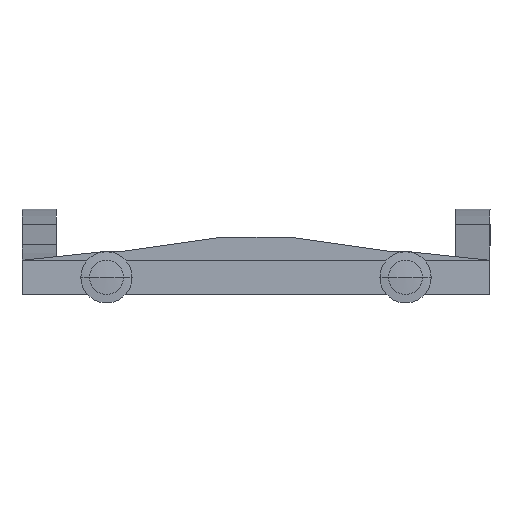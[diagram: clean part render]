
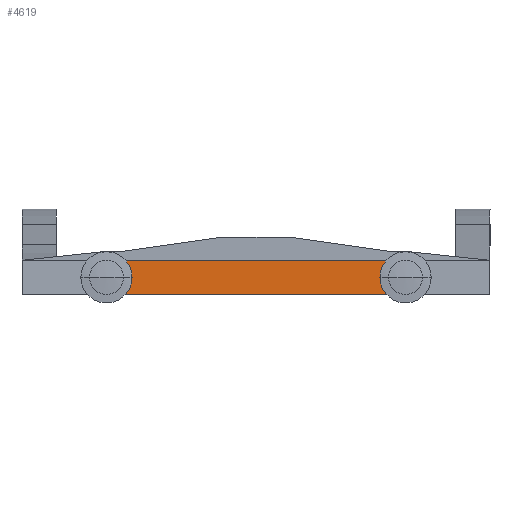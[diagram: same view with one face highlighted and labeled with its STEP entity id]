
A CAD part, left-side view. The second image highlights one B-rep face of the part: STEP entity #4619.
In plain terms, the highlighted planar face has unit normal (-1, 0, 0).
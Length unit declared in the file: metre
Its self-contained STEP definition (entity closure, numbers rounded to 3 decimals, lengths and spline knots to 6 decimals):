
#48 = DIRECTION ( 'NONE',  ( 0., 0., 1. ) ) ;
#236 = EDGE_CURVE ( 'NONE', #3237, #4393, #5468, .T. ) ;
#292 = AXIS2_PLACEMENT_3D ( 'NONE', #4050, #4591, #5952 ) ;
#412 = LINE ( 'NONE', #6213, #6249 ) ;
#569 = CIRCLE ( 'NONE', #4118, 0.1 ) ;
#910 = ORIENTED_EDGE ( 'NONE', *, *, #3188, .F. ) ;
#1345 = AXIS2_PLACEMENT_3D ( 'NONE', #3493, #2416, #5801 ) ;
#1578 = CARTESIAN_POINT ( 'NONE',  ( -15.5, 1.3692, -1.16 ) ) ;
#2416 = DIRECTION ( 'NONE',  ( 1., 0., 0. ) ) ;
#2437 = ORIENTED_EDGE ( 'NONE', *, *, #5729, .F. ) ;
#2473 = CARTESIAN_POINT ( 'NONE',  ( -15.5, 0.875, -0.96 ) ) ;
#2969 = VERTEX_POINT ( 'NONE', #5031 ) ;
#3056 = FACE_OUTER_BOUND ( 'NONE', #5748, .T. ) ;
#3115 = PLANE ( 'NONE',  #292 ) ;
#3134 = DIRECTION ( 'NONE',  ( 0., -1., 0. ) ) ;
#3168 = ORIENTED_EDGE ( 'NONE', *, *, #236, .T. ) ;
#3188 = EDGE_CURVE ( 'NONE', #3237, #3538, #569, .T. ) ;
#3237 = VERTEX_POINT ( 'NONE', #3473 ) ;
#3473 = CARTESIAN_POINT ( 'NONE',  ( -15.5, 0.875, -1.16 ) ) ;
#3493 = CARTESIAN_POINT ( 'NONE',  ( -15.5, -0.875, -1.06 ) ) ;
#3538 = VERTEX_POINT ( 'NONE', #2473 ) ;
#3575 = EDGE_CURVE ( 'NONE', #4393, #2969, #4985, .T. ) ;
#3642 = ORIENTED_EDGE ( 'NONE', *, *, #3575, .T. ) ;
#4050 = CARTESIAN_POINT ( 'NONE',  ( -15.5, 1.3692, -0.96 ) ) ;
#4118 = AXIS2_PLACEMENT_3D ( 'NONE', #6288, #5839, #48 ) ;
#4393 = VERTEX_POINT ( 'NONE', #5326 ) ;
#4591 = DIRECTION ( 'NONE',  ( 1., 0., 0. ) ) ;
#4619 = ADVANCED_FACE ( 'NONE', ( #3056 ), #3115, .F. ) ;
#4840 = VECTOR ( 'NONE', #3134, 1. ) ;
#4985 = CIRCLE ( 'NONE', #1345, 0.1 ) ;
#5031 = CARTESIAN_POINT ( 'NONE',  ( -15.5, -0.875, -0.96 ) ) ;
#5326 = CARTESIAN_POINT ( 'NONE',  ( -15.5, -0.875, -1.16 ) ) ;
#5385 = DIRECTION ( 'NONE',  ( 0., -1., 0. ) ) ;
#5468 = LINE ( 'NONE', #1578, #4840 ) ;
#5729 = EDGE_CURVE ( 'NONE', #3538, #2969, #412, .T. ) ;
#5748 = EDGE_LOOP ( 'NONE', ( #3642, #2437, #910, #3168 ) ) ;
#5801 = DIRECTION ( 'NONE',  ( 0., 0., 1. ) ) ;
#5839 = DIRECTION ( 'NONE',  ( -1., 0., 0. ) ) ;
#5952 = DIRECTION ( 'NONE',  ( 0., 0., -1. ) ) ;
#6213 = CARTESIAN_POINT ( 'NONE',  ( -15.5, 1.3692, -0.96 ) ) ;
#6249 = VECTOR ( 'NONE', #5385, 1. ) ;
#6288 = CARTESIAN_POINT ( 'NONE',  ( -15.5, 0.875, -1.06 ) ) ;
